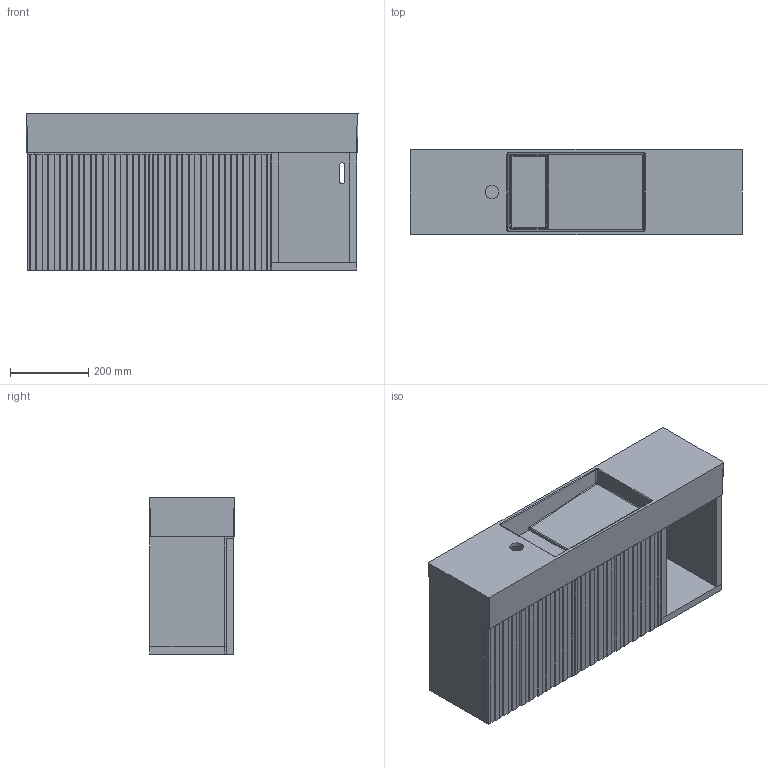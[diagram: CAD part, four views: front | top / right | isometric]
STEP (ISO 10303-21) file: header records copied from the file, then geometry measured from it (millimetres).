
FILE_DESCRIPTION(/* description */ (''),/* implementation_level */ '2;1');
FILE_NAME(/* name */ 'Toni 850+тумба.stp',/* time_stamp */ '2025-08-19T11:02:30+03:00',/* author */ ('ya'),/* organization */ (''),/* preprocessor_version */ 'ST-DEVELOPER v18.1',/* originating_system */ 'Autodesk Inventor 2022',/* authorisation */ '');
FILE_SCHEMA (('AUTOMOTIVE_DESIGN { 1 0 10303 214 3 1 1 }'));
Length unit declared in the file: millimetre
Products named in the file (3): 850 сборка; toni 850; Toni 850R
Assembly tree (2 placements, depth 2):
  850 сборка
    toni 850
    Toni 850R
Bounding box: 850 x 220 x 400 mm (x, y, z)
Volume: 16282988.8 mm3; surface area: 2303258.6 mm2
Topology: 9 solids, 9 shells, 269 faces, 685 edges, 438 vertices
Faces by surface type: plane 162, cylinder 48, bspline 48, cone 6, torus 3, sphere 2
Full cylindrical faces by diameter (mm): 10 x2, 35 x1, 45 x1
Entity records: 22997 total; most frequent: CARTESIAN_POINT 16648, ORIENTED_EDGE 1366, DIRECTION 1164, EDGE_CURVE 683, LINE 470, VECTOR 470, VERTEX_POINT 438, AXIS2_PLACEMENT_3D 347
